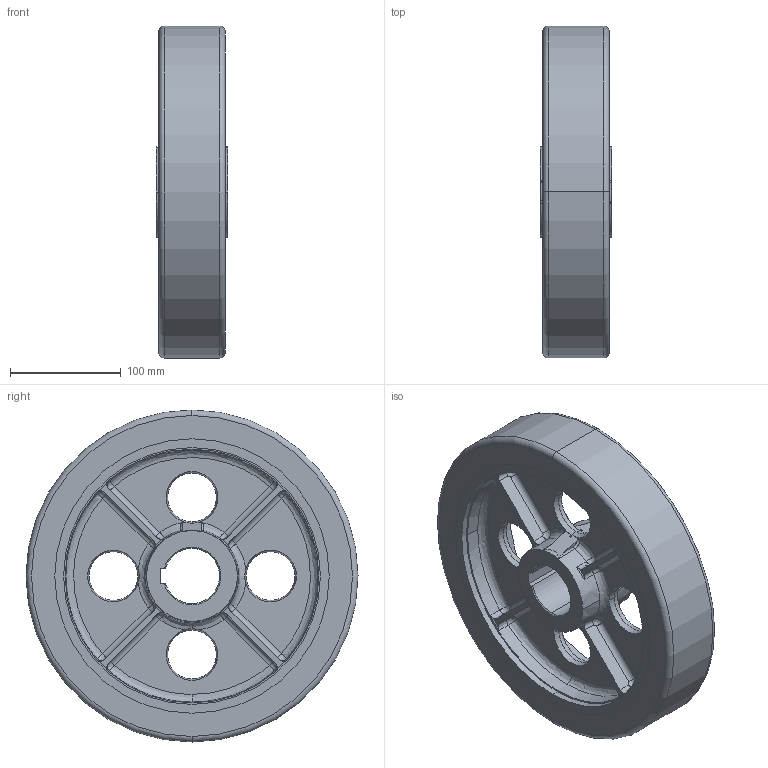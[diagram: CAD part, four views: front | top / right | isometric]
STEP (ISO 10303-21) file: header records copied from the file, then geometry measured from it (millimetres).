
FILE_DESCRIPTION (( 'STEP AP214' ), '1' );
FILE_NAME ('0017653.step', '2022-12-08T12:57:33', ( '' ), ( '' ), 'SwSTEP 2.0', 'SolidWorks 2020', '' );
FILE_SCHEMA (( 'AUTOMOTIVE_DESIGN' ));
Length unit declared in the file: millimetre
Products named in the file (1): 0017653
Bounding box: 65 x 300 x 300 mm (x, y, z)
Volume: 2357592.4 mm3; surface area: 344569.9 mm2
Topology: 2 solids, 2 shells, 223 faces, 620 edges, 396 vertices
Faces by surface type: bspline 110, plane 48, cone 34, cylinder 27, torus 4
Entity records: 14800 total; most frequent: CARTESIAN_POINT 7584, ORIENTED_EDGE 1240, DIRECTION 620, EDGE_CURVE 620, VERTEX_POINT 396, B_SPLINE_CURVE_WITH_KNOTS 344, AXIS2_PLACEMENT_3D 240, EDGE_LOOP 230
